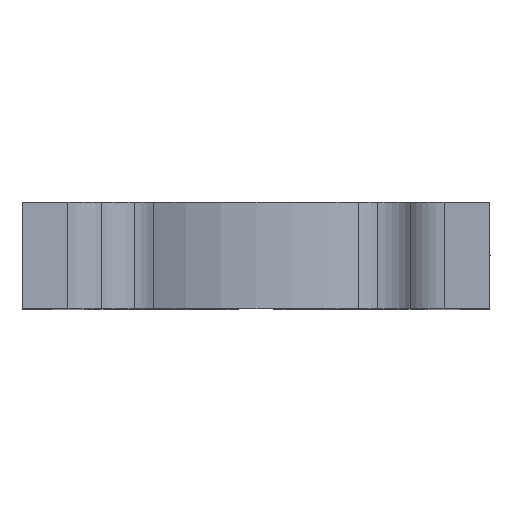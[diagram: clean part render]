
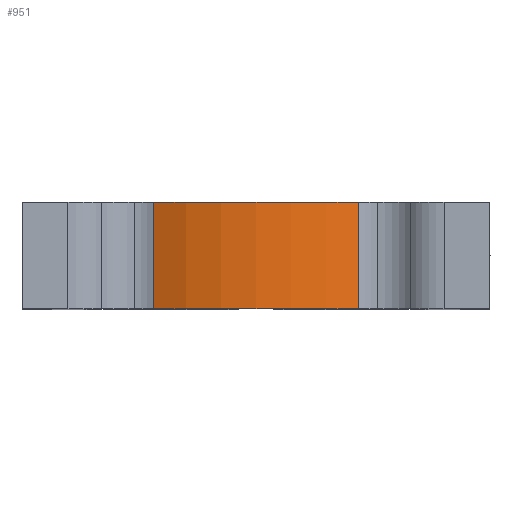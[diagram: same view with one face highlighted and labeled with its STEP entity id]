
A CAD part, top view. The second image highlights one B-rep face of the part: STEP entity #951.
In plain terms, the highlighted cylindrical face has radius 16.51 mm (diameter 33.02 mm), a partial arc.
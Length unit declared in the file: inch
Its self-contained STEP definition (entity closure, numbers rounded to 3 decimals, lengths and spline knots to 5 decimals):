
#68 = VERTEX_POINT ( 'NONE', #1775 ) ;
#156 = ORIENTED_EDGE ( 'NONE', *, *, #1624, .F. ) ;
#157 = LINE ( 'NONE', #391, #1737 ) ;
#262 = CARTESIAN_POINT ( 'NONE',  ( 0., 0.3, 0. ) ) ;
#268 = CARTESIAN_POINT ( 'NONE',  ( 0.28913, 0., 0.58215 ) ) ;
#310 = EDGE_CURVE ( 'NONE', #1296, #495, #157, .T. ) ;
#369 = CIRCLE ( 'NONE', #1609, 0.65 ) ;
#391 = CARTESIAN_POINT ( 'NONE',  ( -0.28913, 0.3, 0.58215 ) ) ;
#420 = DIRECTION ( 'NONE',  ( 0., 0., 1. ) ) ;
#426 = DIRECTION ( 'NONE',  ( 0., -1., 0. ) ) ;
#488 = VECTOR ( 'NONE', #1576, 39.37008 ) ;
#495 = VERTEX_POINT ( 'NONE', #1569 ) ;
#521 = CARTESIAN_POINT ( 'NONE',  ( 0., 0., 0. ) ) ;
#653 = DIRECTION ( 'NONE',  ( 0., -1., 0. ) ) ;
#660 = CARTESIAN_POINT ( 'NONE',  ( 0., 0.3, 0. ) ) ;
#667 = DIRECTION ( 'NONE',  ( 0., 0., -1. ) ) ;
#679 = DIRECTION ( 'NONE',  ( 0., 0., 1. ) ) ;
#941 = CARTESIAN_POINT ( 'NONE',  ( -0.28913, 0.3, 0.58215 ) ) ;
#951 = ADVANCED_FACE ( 'NONE', ( #1470 ), #1147, .T. ) ;
#1007 = AXIS2_PLACEMENT_3D ( 'NONE', #262, #1285, #420 ) ;
#1117 = ORIENTED_EDGE ( 'NONE', *, *, #310, .T. ) ;
#1137 = VERTEX_POINT ( 'NONE', #268 ) ;
#1147 = CYLINDRICAL_SURFACE ( 'NONE', #1605, 0.65 ) ;
#1285 = DIRECTION ( 'NONE',  ( 0., 1., 0. ) ) ;
#1296 = VERTEX_POINT ( 'NONE', #941 ) ;
#1329 = ORIENTED_EDGE ( 'NONE', *, *, #1469, .T. ) ;
#1349 = EDGE_LOOP ( 'NONE', ( #1329, #1449, #156, #1117 ) ) ;
#1428 = CARTESIAN_POINT ( 'NONE',  ( 0.28913, 0.3, 0.58215 ) ) ;
#1449 = ORIENTED_EDGE ( 'NONE', *, *, #1575, .F. ) ;
#1469 = EDGE_CURVE ( 'NONE', #495, #1137, #369, .T. ) ;
#1470 = FACE_OUTER_BOUND ( 'NONE', #1349, .T. ) ;
#1532 = DIRECTION ( 'NONE',  ( 0., 1., 0. ) ) ;
#1569 = CARTESIAN_POINT ( 'NONE',  ( -0.28913, 0., 0.58215 ) ) ;
#1575 = EDGE_CURVE ( 'NONE', #68, #1137, #1635, .T. ) ;
#1576 = DIRECTION ( 'NONE',  ( 0., -1., 0. ) ) ;
#1605 = AXIS2_PLACEMENT_3D ( 'NONE', #660, #653, #667 ) ;
#1609 = AXIS2_PLACEMENT_3D ( 'NONE', #521, #1532, #679 ) ;
#1624 = EDGE_CURVE ( 'NONE', #1296, #68, #1678, .T. ) ;
#1635 = LINE ( 'NONE', #1428, #488 ) ;
#1678 = CIRCLE ( 'NONE', #1007, 0.65 ) ;
#1737 = VECTOR ( 'NONE', #426, 39.37008 ) ;
#1775 = CARTESIAN_POINT ( 'NONE',  ( 0.28913, 0.3, 0.58215 ) ) ;
